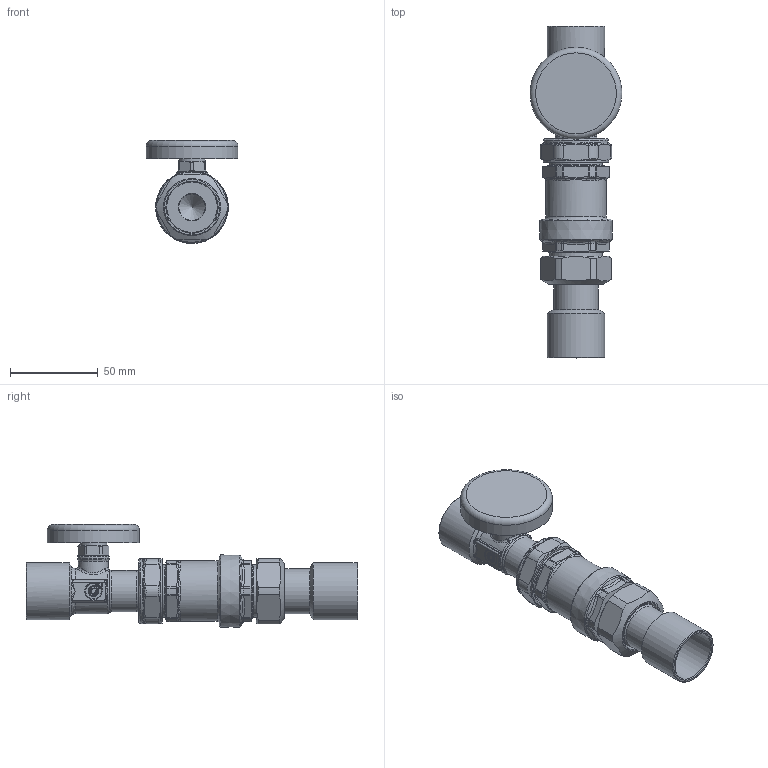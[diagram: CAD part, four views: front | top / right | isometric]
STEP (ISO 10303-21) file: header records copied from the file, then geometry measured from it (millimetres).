
FILE_DESCRIPTION(/* description */ (''),/* implementation_level */ '2;1');
FILE_NAME(/* name */ '127168AFC_Simplify_1.stp',/* time_stamp */ '2025-07-24T13:40:53-05:00',/* author */ ('ischreiner'),/* organization */ (''),/* preprocessor_version */ 'ST-DEVELOPER v20',/* originating_system */ 'Autodesk Inventor 2025',/* authorisation */ '');
FILE_SCHEMA (('AUTOMOTIVE_DESIGN { 1 0 10303 214 3 1 1 }'));
Length unit declared in the file: inch
Products named in the file (1): 127168AFC_Simplify_1
Bounding box: 52.32 x 188.8 x 58.6 mm (x, y, z)
Volume: 102435 mm3; surface area: 51080 mm2
Topology: 4 solids, 4 shells, 710 faces, 1654 edges, 921 vertices
Faces by surface type: cylinder 207, bspline 172, plane 120, cone 90, torus 83, sphere 38
Full cylindrical faces by diameter (mm): 15 x1, 15.24 x1, 15.875 x1, 17 x1, 18 x1, 20.1 x2, 20.6 x2, 21 x2, 22 x1, 23.5 x1, 24 x1, 24.1 x2, 25 x2, 25.5 x1, 26.924 x1, 28.3 x2, 28.4 x1, 28.5 x1, 28.6 x1, 28.7 x2, 29.6 x1, 30 x4, 30.2 x1, 30.3 x1, 30.302 x1, 30.4 x1, 30.5 x1, 32.5 x2, 33.1 x2, 34.5 x1
Entity records: 30833 total; most frequent: CARTESIAN_POINT 15053, ORIENTED_EDGE 3198, DIRECTION 3063, EDGE_CURVE 1599, AXIS2_PLACEMENT_3D 1318, VERTEX_POINT 921, EDGE_LOOP 744, STYLED_ITEM 714
